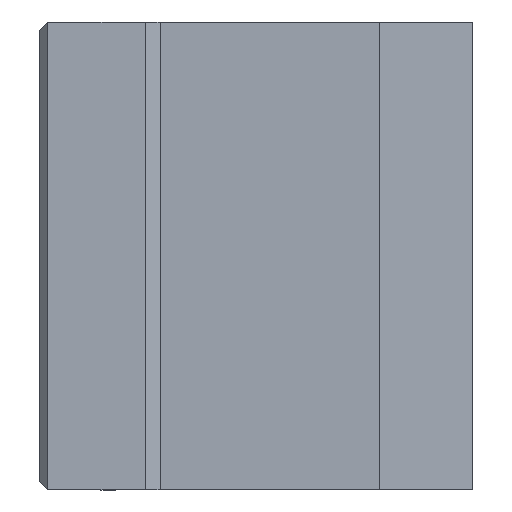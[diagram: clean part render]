
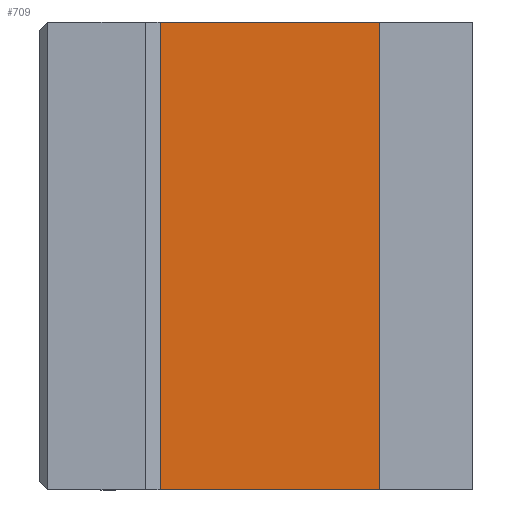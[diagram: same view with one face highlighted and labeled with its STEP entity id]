
A CAD part, left-side view. The second image highlights one B-rep face of the part: STEP entity #709.
In plain terms, the highlighted planar face has unit normal (-1, 0, 0).
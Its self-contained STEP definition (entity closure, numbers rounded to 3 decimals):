
#83 = VERTEX_POINT ( 'NONE', #155 ) ;
#84 = VERTEX_POINT ( 'NONE', #156 ) ;
#85 = VERTEX_POINT ( 'NONE', #157 ) ;
#86 = VERTEX_POINT ( 'NONE', #158 ) ;
#155 = CARTESIAN_POINT ( 'NONE',  ( -59., -29., 56. ) ) ;
#156 = CARTESIAN_POINT ( 'NONE',  ( -59., -29., -54. ) ) ;
#157 = CARTESIAN_POINT ( 'NONE',  ( -59., 22.536, 56. ) ) ;
#158 = CARTESIAN_POINT ( 'NONE',  ( -59., 22.536, -54. ) ) ;
#366 = EDGE_LOOP ( 'NONE', ( #543, #544, #545, #546 ) ) ;
#543 = ORIENTED_EDGE ( 'NONE', *, *, #790, .T. ) ;
#544 = ORIENTED_EDGE ( 'NONE', *, *, #789, .F. ) ;
#545 = ORIENTED_EDGE ( 'NONE', *, *, #787, .F. ) ;
#546 = ORIENTED_EDGE ( 'NONE', *, *, #791, .T. ) ;
#709 = ADVANCED_FACE ( 'NONE', ( #975 ), #1277, .F. ) ;
#787 = EDGE_CURVE ( 'NONE', #83, #84, #1119, .T. ) ;
#789 = EDGE_CURVE ( 'NONE', #84, #86, #1122, .T. ) ;
#790 = EDGE_CURVE ( 'NONE', #85, #86, #1124, .T. ) ;
#791 = EDGE_CURVE ( 'NONE', #83, #85, #1111, .T. ) ;
#863 = AXIS2_PLACEMENT_3D ( 'NONE', #1280, #1290, #1291 ) ;
#975 = FACE_OUTER_BOUND ( 'NONE', #366, .T. ) ;
#1111 = LINE ( 'NONE', #1469, #1126 ) ;
#1119 = LINE ( 'NONE', #1467, #1120 ) ;
#1120 = VECTOR ( 'NONE', #1468, 1000. ) ;
#1122 = LINE ( 'NONE', #1471, #1123 ) ;
#1123 = VECTOR ( 'NONE', #1472, 1000. ) ;
#1124 = LINE ( 'NONE', #1473, #1125 ) ;
#1125 = VECTOR ( 'NONE', #1474, 1000. ) ;
#1126 = VECTOR ( 'NONE', #1475, 1000. ) ;
#1277 = PLANE ( 'NONE',  #863 ) ;
#1280 = CARTESIAN_POINT ( 'NONE',  ( -59., 22.536, -54. ) ) ;
#1290 = DIRECTION ( 'NONE',  ( 1., 0., 0. ) ) ;
#1291 = DIRECTION ( 'NONE',  ( 0., 1., 0. ) ) ;
#1467 = CARTESIAN_POINT ( 'NONE',  ( -59., -29., -54. ) ) ;
#1468 = DIRECTION ( 'NONE',  ( 0., 0., -1. ) ) ;
#1469 = CARTESIAN_POINT ( 'NONE',  ( -59., 20., 56. ) ) ;
#1471 = CARTESIAN_POINT ( 'NONE',  ( -59., 20., -54. ) ) ;
#1472 = DIRECTION ( 'NONE',  ( 0., 1., 0. ) ) ;
#1473 = CARTESIAN_POINT ( 'NONE',  ( -59., 22.536, -54. ) ) ;
#1474 = DIRECTION ( 'NONE',  ( 0., 0., -1. ) ) ;
#1475 = DIRECTION ( 'NONE',  ( 0., 1., 0. ) ) ;
